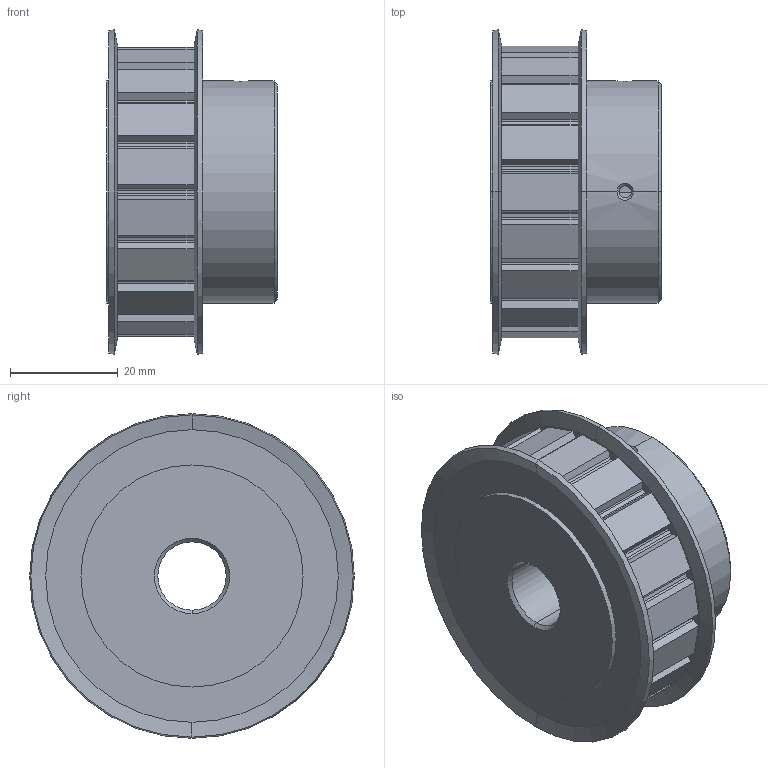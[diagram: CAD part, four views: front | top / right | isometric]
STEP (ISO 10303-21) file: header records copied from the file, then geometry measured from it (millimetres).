
FILE_DESCRIPTION (( 'STEP AP214' ), '1' );
FILE_NAME ('APB18L050BF-500.step', '2015-04-08T21:04:47', ( '' ), ( '' ), 'SwSTEP 2.0', 'SolidWorks 2014', '' );
FILE_SCHEMA (( 'AUTOMOTIVE_DESIGN' ));
Length unit declared in the file: inch
Products named in the file (1): APB18L050BF-500
Bounding box: 31.75 x 60.33 x 60.33 mm (x, y, z)
Volume: 54191.3 mm3; surface area: 13338.7 mm2
Topology: 1 solids, 1 shells, 152 faces, 425 edges, 277 vertices
Faces by surface type: cylinder 70, plane 60, cone 18, bspline 4
Entity records: 6902 total; most frequent: CARTESIAN_POINT 2844, DIRECTION 858, ORIENTED_EDGE 850, EDGE_CURVE 425, AXIS2_PLACEMENT_3D 303, VERTEX_POINT 277, VECTOR 252, LINE 252
